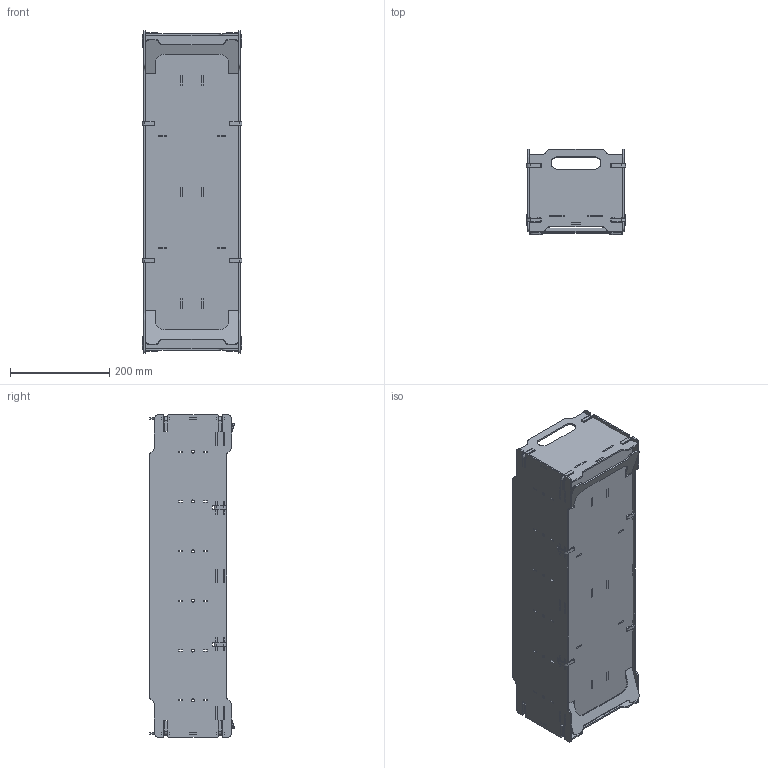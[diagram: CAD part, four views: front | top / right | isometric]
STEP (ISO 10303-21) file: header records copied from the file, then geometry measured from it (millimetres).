
FILE_DESCRIPTION(/* description */ (''),/* implementation_level */ '2;1');
FILE_NAME(/* name */ 'Assembly.stp',/* time_stamp */ '2019-09-09T11:38:39-03:00',/* author */ ('dcanaless'),/* organization */ (''),/* preprocessor_version */ 'ST-DEVELOPER v16.5',/* originating_system */ 'Autodesk Inventor 2017',/* authorisation */ '');
FILE_SCHEMA (('AUTOMOTIVE_DESIGN { 1 0 10303 214 3 1 1 }'));
Products named in the file (1): cajas1.1
Bounding box: 200 x 171 x 650 mm (x, y, z)
Volume: 1579418.1 mm3; surface area: 1113739.5 mm2
Topology: 28 solids, 28 shells, 2348 faces, 6444 edges, 4152 vertices
Faces by surface type: plane 1672, cylinder 444, cone 152, bspline 80
Full cylindrical faces by diameter (mm): 6 x12
Entity records: 75095 total; most frequent: CARTESIAN_POINT 14733, ORIENTED_EDGE 12864, DIRECTION 11890, EDGE_CURVE 6432, LINE 5272, VECTOR 5272, VERTEX_POINT 4152, AXIS2_PLACEMENT_3D 3309
